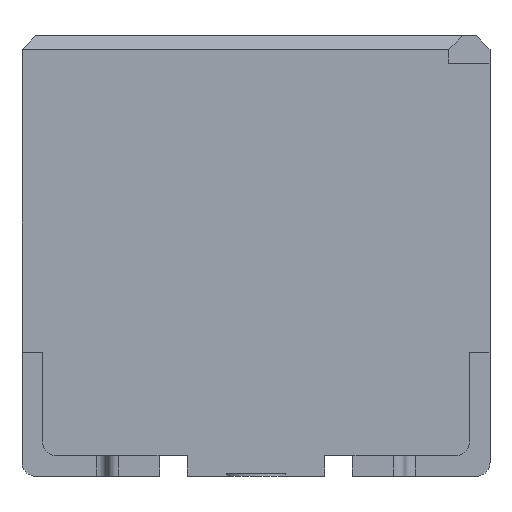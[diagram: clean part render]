
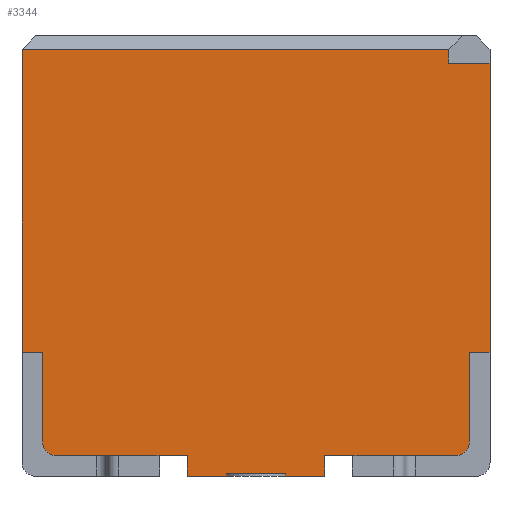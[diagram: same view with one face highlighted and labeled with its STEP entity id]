
A CAD part, front view. The second image highlights one B-rep face of the part: STEP entity #3344.
In plain terms, the highlighted planar face has unit normal (0, -1, 0).
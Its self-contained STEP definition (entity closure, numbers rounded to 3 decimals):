
#224=LINE('',#5234,#561);
#228=LINE('',#5242,#565);
#230=LINE('',#5246,#567);
#233=LINE('',#5252,#570);
#241=LINE('',#5268,#578);
#246=LINE('',#5278,#583);
#250=LINE('',#5286,#587);
#259=LINE('',#5307,#596);
#262=LINE('',#5314,#599);
#267=LINE('',#5323,#604);
#272=LINE('',#5331,#609);
#285=LINE('',#5359,#622);
#290=LINE('',#5369,#627);
#305=LINE('',#5397,#642);
#308=LINE('',#5405,#645);
#309=LINE('',#5406,#646);
#310=LINE('',#5407,#647);
#311=LINE('',#5411,#648);
#561=VECTOR('',#4202,1000.);
#565=VECTOR('',#4208,1000.);
#567=VECTOR('',#4212,1000.);
#570=VECTOR('',#4217,1000.);
#578=VECTOR('',#4231,1000.);
#583=VECTOR('',#4240,1000.);
#587=VECTOR('',#4248,1000.);
#596=VECTOR('',#4269,1000.);
#599=VECTOR('',#4274,1000.);
#604=VECTOR('',#4285,1000.);
#609=VECTOR('',#4292,1000.);
#622=VECTOR('',#4319,1000.);
#627=VECTOR('',#4330,1000.);
#642=VECTOR('',#4359,1000.);
#645=VECTOR('',#4368,1000.);
#646=VECTOR('',#4369,1000.);
#647=VECTOR('',#4370,1000.);
#648=VECTOR('',#4373,1000.);
#1275=ORIENTED_EDGE('',*,*,#1995,.T.);
#1276=ORIENTED_EDGE('',*,*,#1982,.F.);
#1277=ORIENTED_EDGE('',*,*,#1979,.F.);
#1278=ORIENTED_EDGE('',*,*,#1977,.T.);
#1279=ORIENTED_EDGE('',*,*,#1990,.T.);
#1280=ORIENTED_EDGE('',*,*,#1999,.T.);
#1281=ORIENTED_EDGE('',*,*,#2064,.T.);
#1282=ORIENTED_EDGE('',*,*,#2062,.T.);
#1283=ORIENTED_EDGE('',*,*,#2060,.T.);
#1284=ORIENTED_EDGE('',*,*,#2065,.T.);
#1285=ORIENTED_EDGE('',*,*,#2044,.F.);
#1286=ORIENTED_EDGE('',*,*,#2010,.T.);
#1287=ORIENTED_EDGE('',*,*,#2013,.T.);
#1288=ORIENTED_EDGE('',*,*,#1973,.T.);
#1289=ORIENTED_EDGE('',*,*,#2018,.T.);
#1290=ORIENTED_EDGE('',*,*,#2038,.F.);
#1291=ORIENTED_EDGE('',*,*,#2066,.F.);
#1292=ORIENTED_EDGE('',*,*,#2067,.F.);
#1293=ORIENTED_EDGE('',*,*,#2068,.F.);
#1294=ORIENTED_EDGE('',*,*,#2023,.F.);
#1973=EDGE_CURVE('',#2427,#2428,#224,.T.);
#1977=EDGE_CURVE('',#2430,#2429,#228,.T.);
#1979=EDGE_CURVE('',#2430,#2431,#230,.T.);
#1982=EDGE_CURVE('',#2431,#2432,#233,.T.);
#1990=EDGE_CURVE('',#2429,#2437,#241,.T.);
#1995=EDGE_CURVE('',#2441,#2432,#246,.T.);
#1999=EDGE_CURVE('',#2437,#2443,#250,.T.);
#2010=EDGE_CURVE('',#2449,#2450,#259,.T.);
#2013=EDGE_CURVE('',#2450,#2427,#262,.T.);
#2018=EDGE_CURVE('',#2428,#2453,#267,.T.);
#2023=EDGE_CURVE('',#2441,#2455,#272,.T.);
#2038=EDGE_CURVE('',#2462,#2453,#285,.T.);
#2044=EDGE_CURVE('',#2449,#2465,#290,.T.);
#2060=EDGE_CURVE('',#2471,#2470,#305,.T.);
#2062=EDGE_CURVE('',#2472,#2471,#2700,.T.);
#2064=EDGE_CURVE('',#2443,#2472,#308,.T.);
#2065=EDGE_CURVE('',#2470,#2465,#309,.T.);
#2066=EDGE_CURVE('',#2473,#2462,#310,.T.);
#2067=EDGE_CURVE('',#2474,#2473,#2701,.T.);
#2068=EDGE_CURVE('',#2455,#2474,#311,.T.);
#2427=VERTEX_POINT('',#5235);
#2428=VERTEX_POINT('',#5236);
#2429=VERTEX_POINT('',#5241);
#2430=VERTEX_POINT('',#5243);
#2431=VERTEX_POINT('',#5247);
#2432=VERTEX_POINT('',#5251);
#2437=VERTEX_POINT('',#5267);
#2441=VERTEX_POINT('',#5279);
#2443=VERTEX_POINT('',#5287);
#2449=VERTEX_POINT('',#5308);
#2450=VERTEX_POINT('',#5309);
#2453=VERTEX_POINT('',#5324);
#2455=VERTEX_POINT('',#5332);
#2462=VERTEX_POINT('',#5358);
#2465=VERTEX_POINT('',#5370);
#2470=VERTEX_POINT('',#5396);
#2471=VERTEX_POINT('',#5398);
#2472=VERTEX_POINT('',#5402);
#2473=VERTEX_POINT('',#5408);
#2474=VERTEX_POINT('',#5410);
#2700=CIRCLE('',#3652,0.05);
#2701=CIRCLE('',#3654,0.05);
#2878=EDGE_LOOP('',(#1275,#1276,#1277,#1278,#1279,#1280,#1281,#1282,#1283,
#1284,#1285,#1286,#1287,#1288,#1289,#1290,#1291,#1292,#1293,#1294));
#3062=FACE_BOUND('',#2878,.T.);
#3206=PLANE('',#3653);
#3344=ADVANCED_FACE('',(#3062),#3206,.F.);
#3652=AXIS2_PLACEMENT_3D('',#5401,#4363,#4364);
#3653=AXIS2_PLACEMENT_3D('',#5404,#4366,#4367);
#3654=AXIS2_PLACEMENT_3D('',#5409,#4371,#4372);
#4202=DIRECTION('',(-1.,0.,0.));
#4208=DIRECTION('',(0.,0.,-1.));
#4212=DIRECTION('',(-1.,0.,0.));
#4217=DIRECTION('',(0.,0.,-1.));
#4231=DIRECTION('',(1.,0.,0.));
#4240=DIRECTION('',(1.,0.,0.));
#4248=DIRECTION('',(0.,0.,1.));
#4269=DIRECTION('',(-1.,0.,0.));
#4274=DIRECTION('',(0.,0.,1.));
#4285=DIRECTION('',(0.,0.,-1.));
#4292=DIRECTION('',(0.,0.,1.));
#4319=DIRECTION('',(-1.,0.,0.));
#4330=DIRECTION('',(0.,0.,-1.));
#4359=DIRECTION('',(0.,0.,1.));
#4363=DIRECTION('',(0.,-1.,0.));
#4364=DIRECTION('',(-1.,0.,0.));
#4366=DIRECTION('',(0.,1.,0.));
#4367=DIRECTION('',(-1.,0.,0.));
#4368=DIRECTION('',(1.,0.,0.));
#4369=DIRECTION('',(1.,0.,0.));
#4370=DIRECTION('',(0.,0.,1.));
#4371=DIRECTION('',(0.,1.,0.));
#4372=DIRECTION('',(1.,0.,0.));
#4373=DIRECTION('',(-1.,0.,0.));
#5234=CARTESIAN_POINT('',(-0.85,-0.8,1.55));
#5235=CARTESIAN_POINT('',(0.7,-0.8,1.55));
#5236=CARTESIAN_POINT('',(-0.85,-0.8,1.55));
#5241=CARTESIAN_POINT('',(0.106,-0.8,0.));
#5242=CARTESIAN_POINT('',(0.106,-0.8,0.01));
#5243=CARTESIAN_POINT('',(0.106,-0.8,0.01));
#5246=CARTESIAN_POINT('',(-0.106,-0.8,0.01));
#5247=CARTESIAN_POINT('',(-0.106,-0.8,0.01));
#5251=CARTESIAN_POINT('',(-0.106,-0.8,0.));
#5252=CARTESIAN_POINT('',(-0.106,-0.8,0.01));
#5267=CARTESIAN_POINT('',(0.25,-0.8,0.));
#5268=CARTESIAN_POINT('',(-0.85,-0.8,0.));
#5278=CARTESIAN_POINT('',(-0.85,-0.8,0.));
#5279=CARTESIAN_POINT('',(-0.25,-0.8,0.));
#5286=CARTESIAN_POINT('',(0.25,-0.8,0.));
#5287=CARTESIAN_POINT('',(0.25,-0.8,0.075));
#5307=CARTESIAN_POINT('',(0.85,-0.8,1.5));
#5308=CARTESIAN_POINT('',(0.85,-0.8,1.5));
#5309=CARTESIAN_POINT('',(0.7,-0.8,1.5));
#5314=CARTESIAN_POINT('',(0.7,-0.8,1.5));
#5323=CARTESIAN_POINT('',(-0.85,-0.8,1.6));
#5324=CARTESIAN_POINT('',(-0.85,-0.8,0.45));
#5331=CARTESIAN_POINT('',(-0.25,-0.8,0.));
#5332=CARTESIAN_POINT('',(-0.25,-0.8,0.075));
#5358=CARTESIAN_POINT('',(-0.775,-0.8,0.45));
#5359=CARTESIAN_POINT('',(-0.775,-0.8,0.45));
#5369=CARTESIAN_POINT('',(0.85,-0.8,1.6));
#5370=CARTESIAN_POINT('',(0.85,-0.8,0.45));
#5396=CARTESIAN_POINT('',(0.775,-0.8,0.45));
#5397=CARTESIAN_POINT('',(0.775,-0.8,0.125));
#5398=CARTESIAN_POINT('',(0.775,-0.8,0.125));
#5401=CARTESIAN_POINT('',(0.725,-0.8,0.125));
#5402=CARTESIAN_POINT('',(0.725,-0.8,0.075));
#5404=CARTESIAN_POINT('',(-0.85,-0.8,1.6));
#5405=CARTESIAN_POINT('',(0.25,-0.8,0.075));
#5406=CARTESIAN_POINT('',(0.775,-0.8,0.45));
#5407=CARTESIAN_POINT('',(-0.775,-0.8,0.125));
#5408=CARTESIAN_POINT('',(-0.775,-0.8,0.125));
#5409=CARTESIAN_POINT('',(-0.725,-0.8,0.125));
#5410=CARTESIAN_POINT('',(-0.725,-0.8,0.075));
#5411=CARTESIAN_POINT('',(-0.25,-0.8,0.075));
